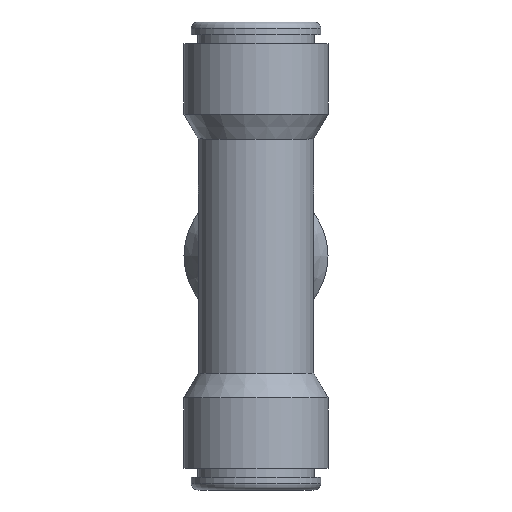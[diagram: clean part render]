
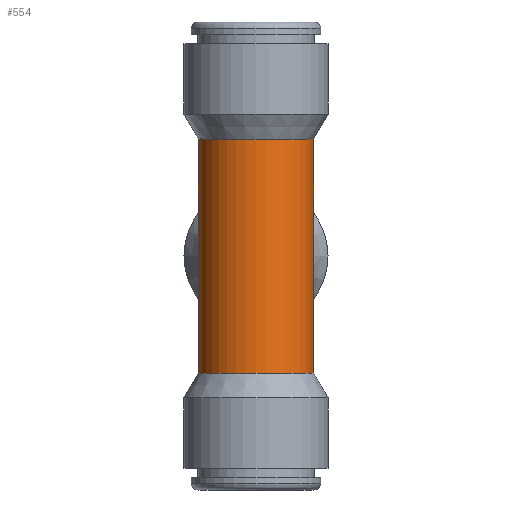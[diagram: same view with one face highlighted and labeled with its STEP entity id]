
A CAD part, front view. The second image highlights one B-rep face of the part: STEP entity #554.
In plain terms, the highlighted cylindrical face has radius 6.4 mm (diameter 12.8 mm), a full revolution.
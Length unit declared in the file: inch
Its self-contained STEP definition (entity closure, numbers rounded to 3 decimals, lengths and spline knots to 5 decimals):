
#39=ELLIPSE('',#628,0.35634,0.25197);
#40=ELLIPSE('',#629,0.35634,0.25197);
#75=FACE_OUTER_BOUND('',#112,.T.);
#112=EDGE_LOOP('',(#467,#468,#469,#470,#471,#472,#473,#474,#475,#476));
#158=LINE('',#1013,#182);
#159=LINE('',#1014,#183);
#182=VECTOR('',#834,0.25197);
#183=VECTOR('',#835,0.25197);
#202=CIRCLE('',#605,0.25197);
#203=CIRCLE('',#606,0.25197);
#229=CIRCLE('',#648,0.25197);
#230=CIRCLE('',#649,0.25197);
#249=VERTEX_POINT('',#921);
#250=VERTEX_POINT('',#923);
#263=VERTEX_POINT('',#965);
#264=VERTEX_POINT('',#966);
#276=VERTEX_POINT('',#1003);
#277=VERTEX_POINT('',#1005);
#306=EDGE_CURVE('',#250,#249,#202,.T.);
#307=EDGE_CURVE('',#249,#250,#203,.T.);
#327=EDGE_CURVE('',#263,#264,#39,.T.);
#329=EDGE_CURVE('',#263,#264,#40,.T.);
#347=EDGE_CURVE('',#277,#276,#229,.T.);
#348=EDGE_CURVE('',#276,#277,#230,.T.);
#351=EDGE_CURVE('',#250,#264,#158,.T.);
#352=EDGE_CURVE('',#264,#277,#159,.T.);
#467=ORIENTED_EDGE('',*,*,#306,.T.);
#468=ORIENTED_EDGE('',*,*,#307,.T.);
#469=ORIENTED_EDGE('',*,*,#351,.T.);
#470=ORIENTED_EDGE('',*,*,#352,.T.);
#471=ORIENTED_EDGE('',*,*,#347,.T.);
#472=ORIENTED_EDGE('',*,*,#348,.T.);
#473=ORIENTED_EDGE('',*,*,#352,.F.);
#474=ORIENTED_EDGE('',*,*,#327,.F.);
#475=ORIENTED_EDGE('',*,*,#329,.T.);
#476=ORIENTED_EDGE('',*,*,#351,.F.);
#529=CYLINDRICAL_SURFACE('',#652,0.25197);
#554=ADVANCED_FACE('',(#75),#529,.T.);
#605=AXIS2_PLACEMENT_3D('',#924,#725,#726);
#606=AXIS2_PLACEMENT_3D('',#925,#727,#728);
#628=AXIS2_PLACEMENT_3D('',#967,#777,#778);
#629=AXIS2_PLACEMENT_3D('',#969,#780,#781);
#648=AXIS2_PLACEMENT_3D('',#1006,#823,#824);
#649=AXIS2_PLACEMENT_3D('',#1007,#825,#826);
#652=AXIS2_PLACEMENT_3D('',#1012,#832,#833);
#725=DIRECTION('center_axis',(0.,0.,-1.));
#726=DIRECTION('ref_axis',(1.,0.,0.));
#727=DIRECTION('center_axis',(0.,0.,-1.));
#728=DIRECTION('ref_axis',(1.,0.,0.));
#777=DIRECTION('center_axis',(0.,0.707,0.707));
#778=DIRECTION('ref_axis',(0.,-0.707,0.707));
#780=DIRECTION('center_axis',(0.,-0.707,0.707));
#781=DIRECTION('ref_axis',(0.,-0.707,-0.707));
#823=DIRECTION('center_axis',(0.,0.,1.));
#824=DIRECTION('ref_axis',(1.,0.,0.));
#825=DIRECTION('center_axis',(0.,0.,1.));
#826=DIRECTION('ref_axis',(1.,0.,0.));
#832=DIRECTION('center_axis',(0.,0.,1.));
#833=DIRECTION('ref_axis',(1.,0.,0.));
#834=DIRECTION('',(0.,0.,-1.));
#835=DIRECTION('',(0.,0.,-1.));
#921=CARTESIAN_POINT('',(0.25197,0.,0.51181));
#923=CARTESIAN_POINT('',(-0.25197,0.,0.51181));
#924=CARTESIAN_POINT('Origin',(0.,0.,0.51181));
#925=CARTESIAN_POINT('Origin',(0.,0.,0.51181));
#965=CARTESIAN_POINT('',(0.25197,0.,0.));
#966=CARTESIAN_POINT('',(-0.25197,0.,0.));
#967=CARTESIAN_POINT('Origin',(0.,0.,0.));
#969=CARTESIAN_POINT('Origin',(0.,0.,0.));
#1003=CARTESIAN_POINT('',(0.25197,0.,-0.51181));
#1005=CARTESIAN_POINT('',(-0.25197,0.,-0.51181));
#1006=CARTESIAN_POINT('Origin',(0.,0.,-0.51181));
#1007=CARTESIAN_POINT('Origin',(0.,0.,-0.51181));
#1012=CARTESIAN_POINT('Origin',(0.,0.,0.));
#1013=CARTESIAN_POINT('',(-0.25197,0.,0.));
#1014=CARTESIAN_POINT('',(-0.25197,0.,0.));
